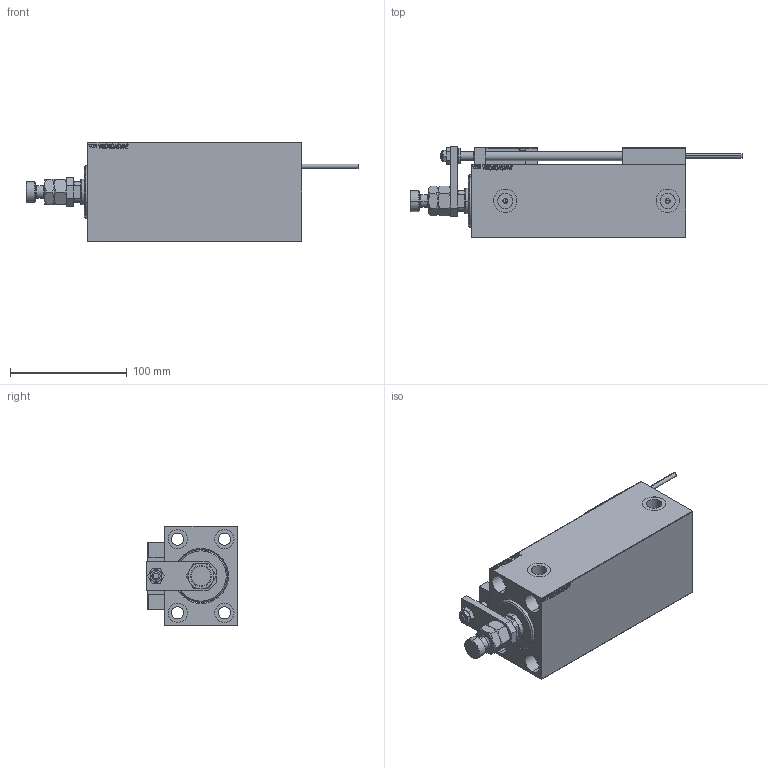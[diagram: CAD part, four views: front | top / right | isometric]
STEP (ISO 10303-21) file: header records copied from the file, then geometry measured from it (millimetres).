
FILE_DESCRIPTION (( 'STEP AP203' ), '1' );
FILE_NAME ('52b1.STEP', '2021-05-15T13:26:05', ( '' ), ( '' ), 'SwSTEP 2.0', 'SolidWorks 2019', '' );
FILE_SCHEMA (( 'CONFIG_CONTROL_DESIGN' ));
Length unit declared in the file: millimetre
Products named in the file (17): KONCOVKA 4c6560c819a8095aec164a8252827e6f; ALLEN BOLT D8 4c6560c819a8095aec164a8252827e6f; Block 4c6560c819a8095aec164a8252827e6f; V450CM_VC_B 4c6560c819a8095aec164a8252827e6f; SWITCH_X_FRONT_BACK 4c6560c819a8095aec164a8252827e6f; NUT_D12 4c6560c819a8095aec164a8252827e6f; ALLEN BOLT D5 4c6560c819a8095aec164a8252827e6f; 52b1; NUT_D10 4c6560c819a8095aec164a8252827e6f; TYC_L79 4c6560c819a8095aec164a8252827e6f; V450CM_C 4c6560c819a8095aec164a8252827e6f; V450CM_C_VCP 4c6560c819a8095aec164a8252827e6f; MAGNET 4c6560c819a8095aec164a8252827e6f; ZARAZKA 4c6560c819a8095aec164a8252827e6f; SWITCH DIM B,W 4c6560c819a8095aec164a8252827e6f; X_Y_MFA 4c6560c819a8095aec164a8252827e6f; SWITCH X 4c6560c819a8095aec164a8252827e6f
Assembly tree (26 placements, depth 3):
  52b1
    V450CM_C 4c6560c819a8095aec164a8252827e6f
    SWITCH X 4c6560c819a8095aec164a8252827e6f
      SWITCH_X_FRONT_BACK 4c6560c819a8095aec164a8252827e6f  x2
      TYC_L79 4c6560c819a8095aec164a8252827e6f
      Block 4c6560c819a8095aec164a8252827e6f  x2
      ALLEN BOLT D5 4c6560c819a8095aec164a8252827e6f  x4
      ALLEN BOLT D8 4c6560c819a8095aec164a8252827e6f  x4
      MAGNET 4c6560c819a8095aec164a8252827e6f  x2
      KONCOVKA 4c6560c819a8095aec164a8252827e6f  x2
    NUT_D12 4c6560c819a8095aec164a8252827e6f
    SWITCH DIM B,W 4c6560c819a8095aec164a8252827e6f
    ZARAZKA 4c6560c819a8095aec164a8252827e6f
    NUT_D10 4c6560c819a8095aec164a8252827e6f
    V450CM_C_VCP 4c6560c819a8095aec164a8252827e6f
    V450CM_VC_B 4c6560c819a8095aec164a8252827e6f
    X_Y_MFA 4c6560c819a8095aec164a8252827e6f
Bounding box: 284 x 78.5 x 85 mm (x, y, z)
Volume: 865435.9 mm3; surface area: 169293.4 mm2
Topology: 25 solids, 25 shells, 1351 faces, 3217 edges, 2046 vertices
Faces by surface type: plane 584, bspline 380, cylinder 194, cone 141, torus 48, sphere 4
Entity records: 52623 total; most frequent: CARTESIAN_POINT 26743, ORIENTED_EDGE 5454, DIRECTION 3736, EDGE_CURVE 2727, VERTEX_POINT 1770, LINE 1522, VECTOR 1522, EDGE_LOOP 1265
